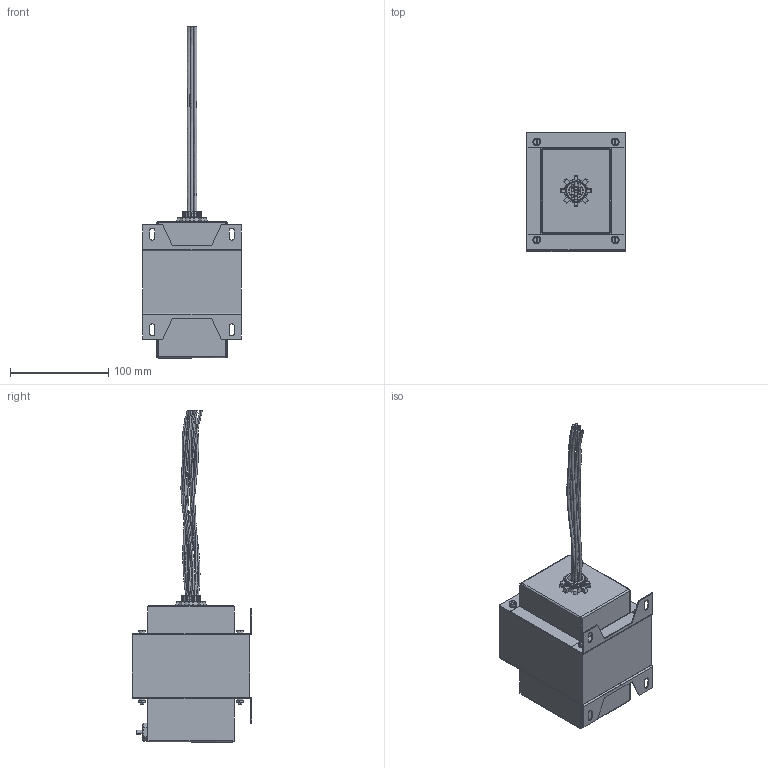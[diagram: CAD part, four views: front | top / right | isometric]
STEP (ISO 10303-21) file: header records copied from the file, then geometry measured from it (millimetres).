
FILE_DESCRIPTION (( 'STEP AP214' ), '1' );
FILE_NAME ('CCT1-240-RMCS-C.STEP', '2024-08-08T09:31:51', ( '' ), ( '' ), 'SwSTEP 2.0', 'SolidWorks 2022', '' );
FILE_SCHEMA (( 'AUTOMOTIVE_DESIGN' ));
Length unit declared in the file: inch
Products named in the file (1): CCT1-240-RMCS-C
Bounding box: 100.01 x 122 x 338.65 mm (x, y, z)
Volume: 669548.1 mm3; surface area: 198401.5 mm2
Topology: 36 solids, 36 shells, 829 faces, 1890 edges, 1123 vertices
Faces by surface type: plane 287, cylinder 275, cone 96, bspline 85, torus 50, sphere 36
Entity records: 40660 total; most frequent: CARTESIAN_POINT 11603, ORIENTED_EDGE 3728, DIRECTION 3642, EDGE_CURVE 1864, AXIS2_PLACEMENT_3D 1449, VERTEX_POINT 1113, EDGE_LOOP 905, UNCERTAINTY_MEASURE_WITH_UNIT 867
